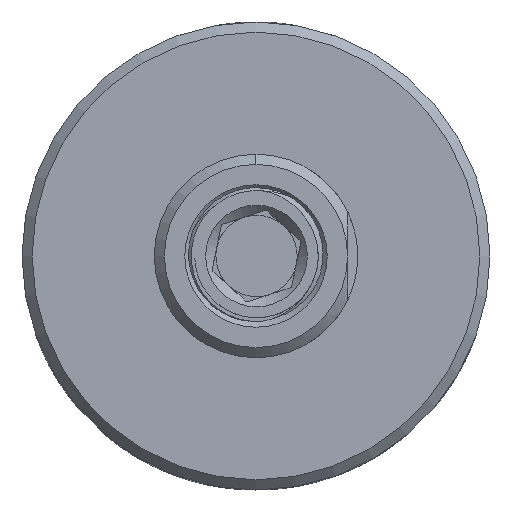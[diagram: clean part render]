
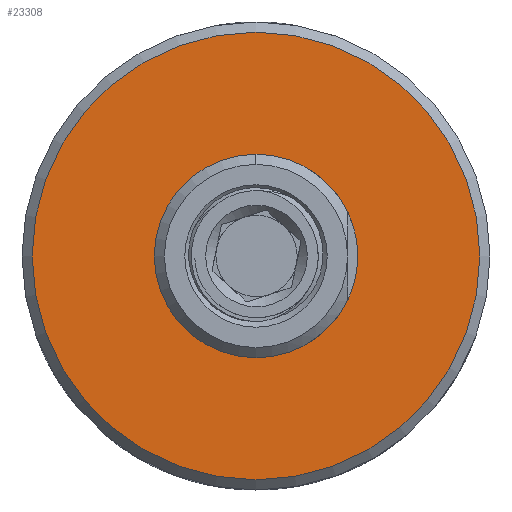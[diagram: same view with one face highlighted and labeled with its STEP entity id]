
A CAD part, left-side view. The second image highlights one B-rep face of the part: STEP entity #23308.
In plain terms, the highlighted planar face has unit normal (-1, 0, 0).
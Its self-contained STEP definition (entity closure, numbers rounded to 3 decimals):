
#525=FACE_BOUND('',#3844,.T.);
#1025=PLANE('',#24848);
#2500=FACE_OUTER_BOUND('',#3843,.T.);
#3843=EDGE_LOOP('',(#21576));
#3844=EDGE_LOOP('',(#21577));
#5609=CIRCLE('',#24266,10.);
#5890=CIRCLE('',#24847,22.);
#9864=VERTEX_POINT('',#44444);
#11011=VERTEX_POINT('',#58481);
#12823=EDGE_CURVE('',#9864,#9864,#5609,.T.);
#14567=EDGE_CURVE('',#11011,#11011,#5890,.T.);
#21576=ORIENTED_EDGE('',*,*,#14567,.F.);
#21577=ORIENTED_EDGE('',*,*,#12823,.F.);
#23308=ADVANCED_FACE('',(#2500,#525),#1025,.T.);
#24266=AXIS2_PLACEMENT_3D('',#44446,#27325,#27326);
#24847=AXIS2_PLACEMENT_3D('',#58482,#29242,#29243);
#24848=AXIS2_PLACEMENT_3D('',#58484,#29245,#29246);
#27325=DIRECTION('center_axis',(-1.,0.,0.));
#27326=DIRECTION('ref_axis',(0.,0.,1.));
#29242=DIRECTION('center_axis',(1.,0.,0.));
#29243=DIRECTION('ref_axis',(0.,0.,-1.));
#29245=DIRECTION('center_axis',(-1.,0.,0.));
#29246=DIRECTION('ref_axis',(0.,0.,1.));
#44444=CARTESIAN_POINT('',(-31.,0.,-10.));
#44446=CARTESIAN_POINT('Origin',(-31.,0.,0.));
#58481=CARTESIAN_POINT('',(-31.,0.,22.));
#58482=CARTESIAN_POINT('Origin',(-31.,0.,0.));
#58484=CARTESIAN_POINT('Origin',(-31.,0.,10.));
